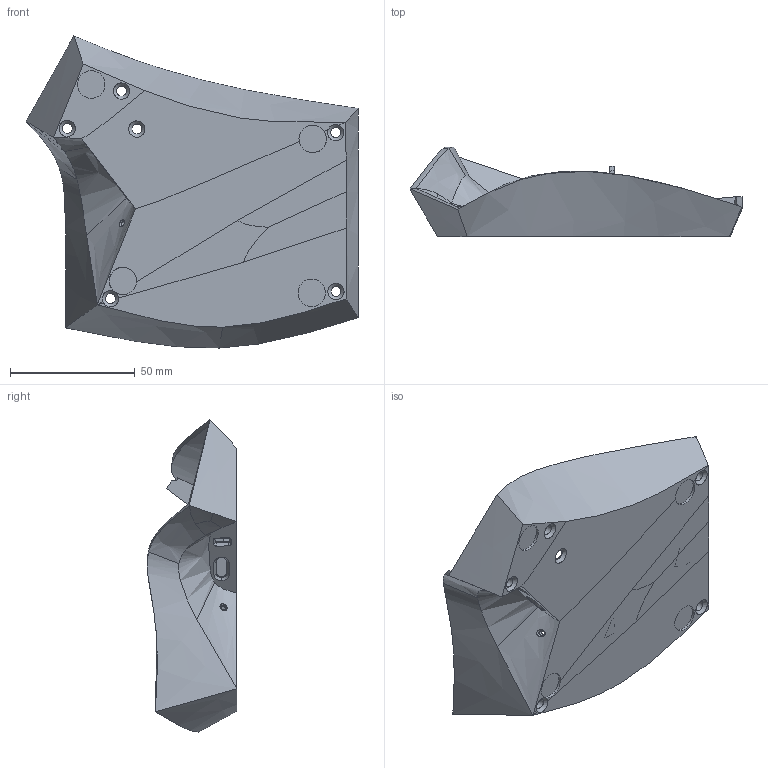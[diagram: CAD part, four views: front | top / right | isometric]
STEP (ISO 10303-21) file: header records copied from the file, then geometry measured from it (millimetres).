
FILE_DESCRIPTION(/* description */ (''),/* implementation_level */ '2;1');
FILE_NAME(/* name */ 'cygnus_case_bottom_right.step',/* time_stamp */ '2025-03-31T01:09:46+02:00',/* author */ (''),/* organization */ (''),/* preprocessor_version */ 'ST-DEVELOPER v20.1',/* originating_system */ 'Autodesk Translation Framework v14.4.0.0',/* authorisation */ '');
FILE_SCHEMA (('AUTOMOTIVE_DESIGN { 1 0 10303 214 3 1 1 }'));
Length unit declared in the file: millimetre
Products named in the file (1): cygnus_case
Bounding box: 132.94 x 35.93 x 124.97 mm (x, y, z)
Volume: 32695.2 mm3; surface area: 38924.8 mm2
Topology: 1 solids, 1 shells, 185 faces, 496 edges, 314 vertices
Faces by surface type: bspline 99, plane 47, cylinder 25, cone 14
Full cylindrical faces by diameter (mm): 2 x1, 4 x6, 8 x3, 9 x2, 11 x4
Entity records: 17372 total; most frequent: CARTESIAN_POINT 13493, ORIENTED_EDGE 992, EDGE_CURVE 496, DIRECTION 471, VERTEX_POINT 314, B_SPLINE_CURVE_WITH_KNOTS 277, EDGE_LOOP 204, FACE_OUTER_BOUND 185
